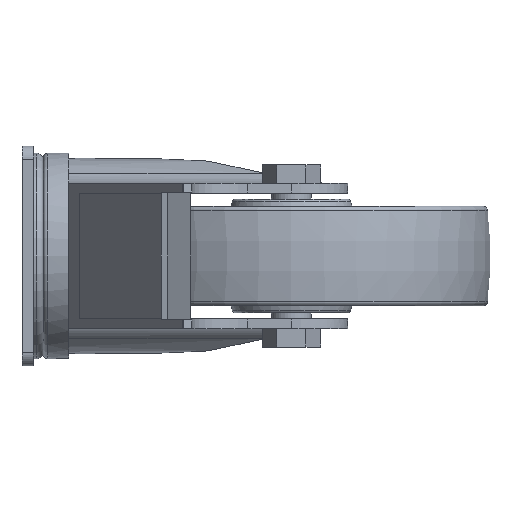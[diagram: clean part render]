
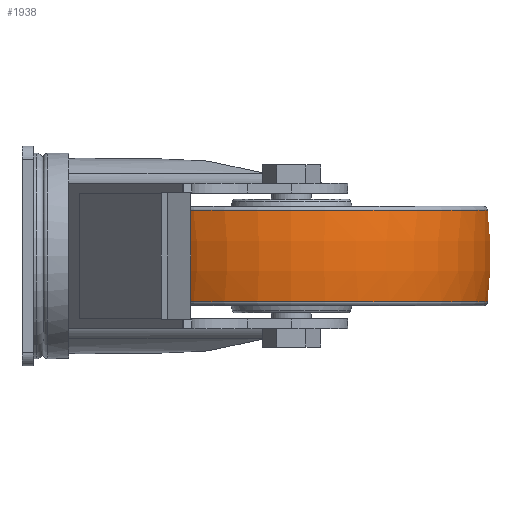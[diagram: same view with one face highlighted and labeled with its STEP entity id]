
A CAD part, left-side view. The second image highlights one B-rep face of the part: STEP entity #1938.
In plain terms, the highlighted toroidal (fillet/blend) face has major radius 50 mm and minor radius 150 mm.
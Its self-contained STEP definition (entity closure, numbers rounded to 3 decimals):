
#20=DEGENERATE_TOROIDAL_SURFACE('',#2140,50.,150.,
 .F.);
#152=CIRCLE('',#2139,98.245);
#153=CIRCLE('',#2141,98.245);
#626=ORIENTED_EDGE('',*,*,#936,.T.);
#627=ORIENTED_EDGE('',*,*,#935,.F.);
#935=EDGE_CURVE('',#1128,#1128,#152,.T.);
#936=EDGE_CURVE('',#1129,#1129,#153,.T.);
#1128=VERTEX_POINT('',#3282);
#1129=VERTEX_POINT('',#3285);
#1605=EDGE_LOOP('',(#626));
#1606=EDGE_LOOP('',(#627));
#1755=FACE_BOUND('',#1605,.T.);
#1756=FACE_BOUND('',#1606,.T.);
#1938=ADVANCED_FACE('',(#1755,#1756),#20,.F.);
#2139=AXIS2_PLACEMENT_3D('',#3281,#2668,#2669);
#2140=AXIS2_PLACEMENT_3D('',#3283,#2670,#2671);
#2141=AXIS2_PLACEMENT_3D('',#3284,#2672,#2673);
#2668=DIRECTION('',(0.,0.,-1.));
#2669=DIRECTION('',(-1.,0.,0.));
#2670=DIRECTION('',(0.,0.,-1.));
#2671=DIRECTION('',(-1.,0.,0.));
#2672=DIRECTION('',(0.,0.,-1.));
#2673=DIRECTION('',(-1.,0.,0.));
#3281=CARTESIAN_POINT('',(0.,0.,-22.881));
#3282=CARTESIAN_POINT('',(-98.245,0.,-22.881));
#3283=CARTESIAN_POINT('',(0.,0.,0.));
#3284=CARTESIAN_POINT('',(0.,0.,22.881));
#3285=CARTESIAN_POINT('',(-98.245,0.,22.881));
